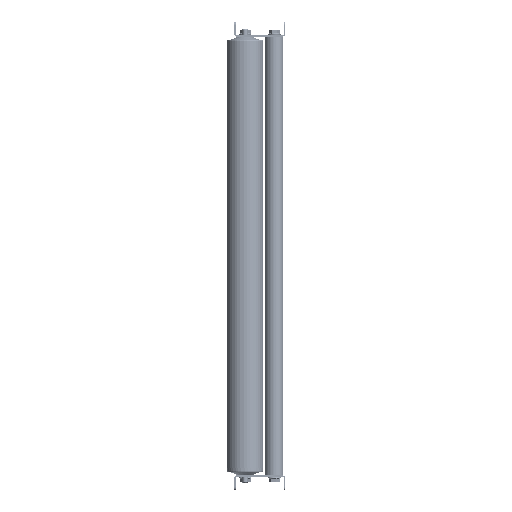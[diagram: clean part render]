
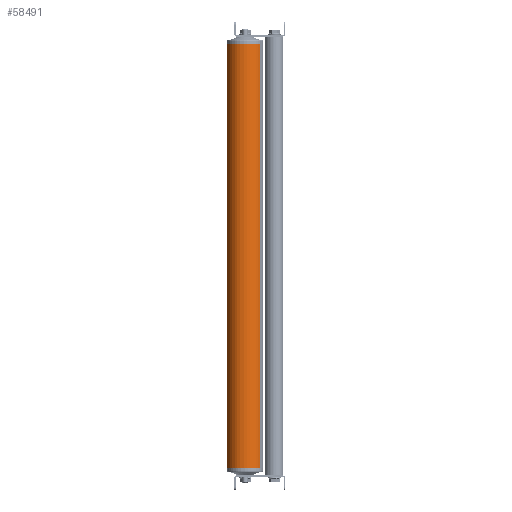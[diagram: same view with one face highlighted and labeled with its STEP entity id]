
A CAD part, left-side view. The second image highlights one B-rep face of the part: STEP entity #58491.
In plain terms, the highlighted cylindrical face has radius 25 mm (diameter 50 mm), a partial arc.
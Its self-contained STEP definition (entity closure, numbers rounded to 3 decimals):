
#45 = CARTESIAN_POINT ( 'NONE',  ( 580., 0., 25. ) ) ;
#883 = CARTESIAN_POINT ( 'NONE',  ( 580., 0., -25. ) ) ;
#2500 = CARTESIAN_POINT ( 'NONE',  ( 0., 0., -25. ) ) ;
#2609 = VERTEX_POINT ( 'NONE', #883 ) ;
#2670 = EDGE_CURVE ( 'NONE', #33789, #17185, #36432, .T. ) ;
#2962 = EDGE_CURVE ( 'NONE', #2609, #33789, #63877, .T. ) ;
#3196 = EDGE_LOOP ( 'NONE', ( #22584, #58091, #31151, #49203 ) ) ;
#3974 = AXIS2_PLACEMENT_3D ( 'NONE', #25983, #46378, #11897 ) ;
#6023 = CYLINDRICAL_SURFACE ( 'NONE', #3974, 25. ) ;
#6689 = VECTOR ( 'NONE', #50177, 1000. ) ;
#11897 = DIRECTION ( 'NONE',  ( 0., 0., 1. ) ) ;
#16612 = CARTESIAN_POINT ( 'NONE',  ( 580., 0., 25. ) ) ;
#17185 = VERTEX_POINT ( 'NONE', #31168 ) ;
#17920 = DIRECTION ( 'NONE',  ( -1., 0., 0. ) ) ;
#20850 = DIRECTION ( 'NONE',  ( 0., 0., -1. ) ) ;
#22584 = ORIENTED_EDGE ( 'NONE', *, *, #40816, .F. ) ;
#24996 = CIRCLE ( 'NONE', #50158, 25. ) ;
#25983 = CARTESIAN_POINT ( 'NONE',  ( 580., 0., 0. ) ) ;
#31151 = ORIENTED_EDGE ( 'NONE', *, *, #2670, .T. ) ;
#31168 = CARTESIAN_POINT ( 'NONE',  ( 0., 0., 25. ) ) ;
#33789 = VERTEX_POINT ( 'NONE', #2500 ) ;
#35101 = LINE ( 'NONE', #45, #6689 ) ;
#36205 = DIRECTION ( 'NONE',  ( 1., 0., 0. ) ) ;
#36432 = CIRCLE ( 'NONE', #44833, 25. ) ;
#40816 = EDGE_CURVE ( 'NONE', #2609, #50736, #24996, .T. ) ;
#40889 = DIRECTION ( 'NONE',  ( 1., 0., 0. ) ) ;
#43704 = VECTOR ( 'NONE', #17920, 1000. ) ;
#44833 = AXIS2_PLACEMENT_3D ( 'NONE', #55644, #40889, #20850 ) ;
#46378 = DIRECTION ( 'NONE',  ( -1., 0., 0. ) ) ;
#47049 = CARTESIAN_POINT ( 'NONE',  ( 580., 0., 0. ) ) ;
#49092 = CARTESIAN_POINT ( 'NONE',  ( 580., 0., -25. ) ) ;
#49203 = ORIENTED_EDGE ( 'NONE', *, *, #62548, .F. ) ;
#50158 = AXIS2_PLACEMENT_3D ( 'NONE', #47049, #36205, #62119 ) ;
#50177 = DIRECTION ( 'NONE',  ( -1., 0., 0. ) ) ;
#50736 = VERTEX_POINT ( 'NONE', #16612 ) ;
#51271 = FACE_OUTER_BOUND ( 'NONE', #3196, .T. ) ;
#55644 = CARTESIAN_POINT ( 'NONE',  ( 0., 0., 0. ) ) ;
#58091 = ORIENTED_EDGE ( 'NONE', *, *, #2962, .T. ) ;
#58491 = ADVANCED_FACE ( 'NONE', ( #51271 ), #6023, .T. ) ;
#62119 = DIRECTION ( 'NONE',  ( 0., 0., -1. ) ) ;
#62548 = EDGE_CURVE ( 'NONE', #50736, #17185, #35101, .T. ) ;
#63877 = LINE ( 'NONE', #49092, #43704 ) ;
